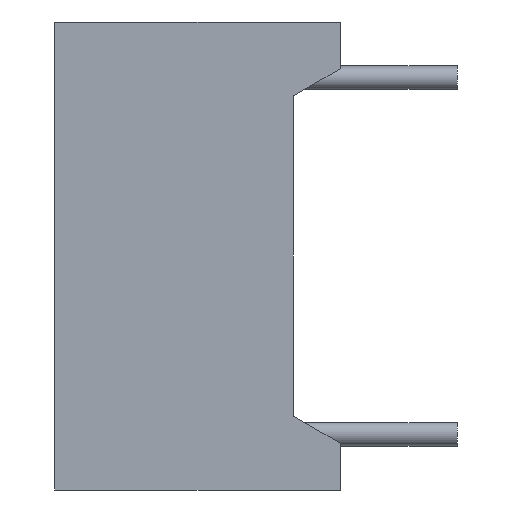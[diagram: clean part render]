
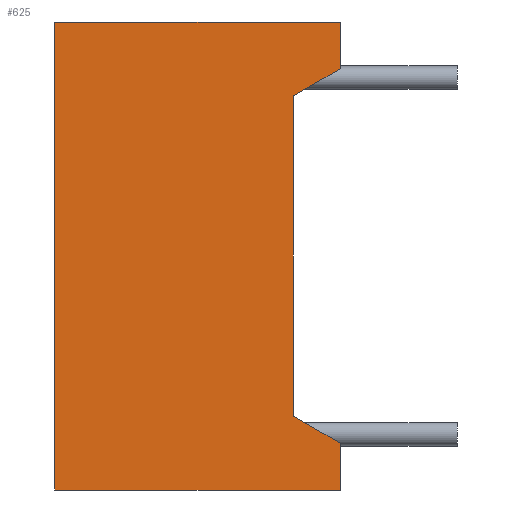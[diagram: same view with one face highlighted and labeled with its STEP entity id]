
A CAD part, left-side view. The second image highlights one B-rep face of the part: STEP entity #625.
In plain terms, the highlighted planar face has unit normal (-1, 0, 0).
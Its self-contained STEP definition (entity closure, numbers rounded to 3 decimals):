
#23 = ORIENTED_EDGE ( 'NONE', *, *, #2955, .T. ) ;
#190 = PLANE ( 'NONE',  #6354 ) ;
#339 = CARTESIAN_POINT ( 'NONE',  ( -2.43, 0., -7.81 ) ) ;
#354 = EDGE_CURVE ( 'NONE', #6547, #5342, #839, .T. ) ;
#571 = CARTESIAN_POINT ( 'NONE',  ( -2.43, 0., 0.19 ) ) ;
#625 = ADVANCED_FACE ( 'NONE', ( #3852 ), #190, .T. ) ;
#738 = ORIENTED_EDGE ( 'NONE', *, *, #1504, .F. ) ;
#839 = LINE ( 'NONE', #2953, #3594 ) ;
#885 = VECTOR ( 'NONE', #3512, 1000. ) ;
#1095 = CARTESIAN_POINT ( 'NONE',  ( -2.43, 0., 1.19 ) ) ;
#1214 = VECTOR ( 'NONE', #1965, 1000. ) ;
#1271 = CARTESIAN_POINT ( 'NONE',  ( -2.43, 0., 0.19 ) ) ;
#1323 = LINE ( 'NONE', #1271, #885 ) ;
#1360 = EDGE_CURVE ( 'NONE', #5342, #3269, #2144, .T. ) ;
#1504 = EDGE_CURVE ( 'NONE', #2840, #5642, #6724, .T. ) ;
#1515 = DIRECTION ( 'NONE',  ( 0., 0., -1. ) ) ;
#1552 = LINE ( 'NONE', #1688, #5685 ) ;
#1688 = CARTESIAN_POINT ( 'NONE',  ( -2.43, 6.1, 3.69 ) ) ;
#1823 = EDGE_CURVE ( 'NONE', #5212, #6747, #5163, .T. ) ;
#1887 = ORIENTED_EDGE ( 'NONE', *, *, #1823, .F. ) ;
#1894 = EDGE_CURVE ( 'NONE', #6547, #5212, #1552, .T. ) ;
#1936 = CARTESIAN_POINT ( 'NONE',  ( -2.43, 1., -0.387 ) ) ;
#1965 = DIRECTION ( 'NONE',  ( 0., 0., 1. ) ) ;
#2068 = CARTESIAN_POINT ( 'NONE',  ( -2.43, 0., 1.19 ) ) ;
#2087 = EDGE_CURVE ( 'NONE', #6747, #3730, #2972, .T. ) ;
#2108 = DIRECTION ( 'NONE',  ( 0., -1., 0. ) ) ;
#2144 = LINE ( 'NONE', #3099, #1214 ) ;
#2191 = DIRECTION ( 'NONE',  ( 0., 0., -1. ) ) ;
#2329 = ORIENTED_EDGE ( 'NONE', *, *, #4011, .F. ) ;
#2510 = EDGE_LOOP ( 'NONE', ( #738, #2329, #4585, #1887, #4662, #5191, #6107, #23 ) ) ;
#2515 = CARTESIAN_POINT ( 'NONE',  ( -2.43, 0., -8.81 ) ) ;
#2715 = VECTOR ( 'NONE', #4789, 1000. ) ;
#2840 = VERTEX_POINT ( 'NONE', #1936 ) ;
#2953 = CARTESIAN_POINT ( 'NONE',  ( -2.43, 9.9, -8.81 ) ) ;
#2955 = EDGE_CURVE ( 'NONE', #3269, #5642, #6685, .T. ) ;
#2972 = LINE ( 'NONE', #1095, #4724 ) ;
#3099 = CARTESIAN_POINT ( 'NONE',  ( -2.43, 0., -8.81 ) ) ;
#3269 = VERTEX_POINT ( 'NONE', #4514 ) ;
#3444 = DIRECTION ( 'NONE',  ( -1., 0., 0. ) ) ;
#3450 = VECTOR ( 'NONE', #1515, 1000. ) ;
#3473 = DIRECTION ( 'NONE',  ( 0., 0., 1. ) ) ;
#3512 = DIRECTION ( 'NONE',  ( 0., 0.866, -0.5 ) ) ;
#3593 = CARTESIAN_POINT ( 'NONE',  ( -2.43, 6.1, 1.19 ) ) ;
#3594 = VECTOR ( 'NONE', #6808, 1000. ) ;
#3730 = VERTEX_POINT ( 'NONE', #571 ) ;
#3852 = FACE_OUTER_BOUND ( 'NONE', #2510, .T. ) ;
#4011 = EDGE_CURVE ( 'NONE', #3730, #2840, #1323, .T. ) ;
#4463 = CARTESIAN_POINT ( 'NONE',  ( -2.43, 6.1, -8.81 ) ) ;
#4514 = CARTESIAN_POINT ( 'NONE',  ( -2.43, 0., -7.81 ) ) ;
#4585 = ORIENTED_EDGE ( 'NONE', *, *, #2087, .F. ) ;
#4662 = ORIENTED_EDGE ( 'NONE', *, *, #1894, .F. ) ;
#4724 = VECTOR ( 'NONE', #2191, 1000. ) ;
#4757 = CARTESIAN_POINT ( 'NONE',  ( -2.43, 1., -7.233 ) ) ;
#4789 = DIRECTION ( 'NONE',  ( 0., 0.866, 0.5 ) ) ;
#4840 = CARTESIAN_POINT ( 'NONE',  ( -2.43, 1., 1.19 ) ) ;
#5085 = VECTOR ( 'NONE', #2108, 1000. ) ;
#5163 = LINE ( 'NONE', #5453, #5085 ) ;
#5191 = ORIENTED_EDGE ( 'NONE', *, *, #354, .T. ) ;
#5212 = VERTEX_POINT ( 'NONE', #3593 ) ;
#5342 = VERTEX_POINT ( 'NONE', #2515 ) ;
#5453 = CARTESIAN_POINT ( 'NONE',  ( -2.43, 9.9, 1.19 ) ) ;
#5642 = VERTEX_POINT ( 'NONE', #4757 ) ;
#5644 = CARTESIAN_POINT ( 'NONE',  ( -2.43, 9.9, -3.81 ) ) ;
#5685 = VECTOR ( 'NONE', #6056, 1000. ) ;
#6056 = DIRECTION ( 'NONE',  ( 0., 0., 1. ) ) ;
#6107 = ORIENTED_EDGE ( 'NONE', *, *, #1360, .T. ) ;
#6354 = AXIS2_PLACEMENT_3D ( 'NONE', #5644, #3444, #3473 ) ;
#6547 = VERTEX_POINT ( 'NONE', #4463 ) ;
#6685 = LINE ( 'NONE', #339, #2715 ) ;
#6724 = LINE ( 'NONE', #4840, #3450 ) ;
#6747 = VERTEX_POINT ( 'NONE', #2068 ) ;
#6808 = DIRECTION ( 'NONE',  ( 0., -1., 0. ) ) ;
